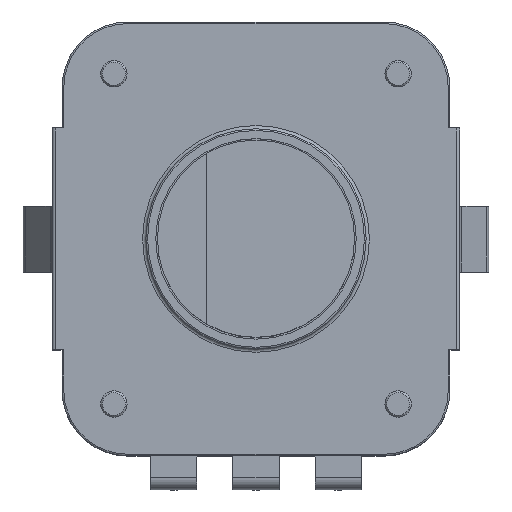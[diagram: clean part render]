
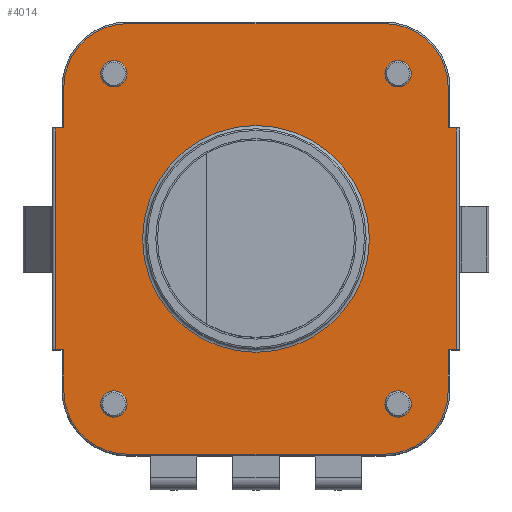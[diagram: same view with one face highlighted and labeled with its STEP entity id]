
A CAD part, top view. The second image highlights one B-rep face of the part: STEP entity #4014.
In plain terms, the highlighted planar face has unit normal (0, 0, 1).
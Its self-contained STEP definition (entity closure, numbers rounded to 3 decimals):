
#43=FACE_BOUND('',#448,.T.);
#44=FACE_BOUND('',#449,.T.);
#45=FACE_BOUND('',#450,.T.);
#46=FACE_BOUND('',#451,.T.);
#47=FACE_BOUND('',#452,.T.);
#216=FACE_OUTER_BOUND('',#447,.T.);
#447=EDGE_LOOP('',(#3064,#3065,#3066,#3067,#3068,#3069,#3070,#3071,#3072,
#3073,#3074,#3075,#3076,#3077,#3078,#3079));
#448=EDGE_LOOP('',(#3080));
#449=EDGE_LOOP('',(#3081));
#450=EDGE_LOOP('',(#3082));
#451=EDGE_LOOP('',(#3083));
#452=EDGE_LOOP('',(#3084));
#627=CIRCLE('',#4278,1.95);
#631=CIRCLE('',#4284,1.95);
#639=CIRCLE('',#4300,1.95);
#643=CIRCLE('',#4306,1.95);
#654=CIRCLE('',#4327,3.45);
#656=CIRCLE('',#4330,0.4);
#657=CIRCLE('',#4331,0.4);
#658=CIRCLE('',#4332,0.4);
#659=CIRCLE('',#4333,0.4);
#874=LINE('',#6103,#1315);
#876=LINE('',#6117,#1317);
#878=LINE('',#6129,#1319);
#889=LINE('',#6158,#1330);
#891=LINE('',#6172,#1332);
#893=LINE('',#6184,#1334);
#905=LINE('',#6229,#1346);
#906=LINE('',#6231,#1347);
#907=LINE('',#6232,#1348);
#908=LINE('',#6234,#1349);
#909=LINE('',#6236,#1350);
#910=LINE('',#6237,#1351);
#1315=VECTOR('',#4912,10.);
#1317=VECTOR('',#4928,10.);
#1319=VECTOR('',#4942,10.);
#1330=VECTOR('',#4971,10.);
#1332=VECTOR('',#4987,10.);
#1334=VECTOR('',#5001,10.);
#1346=VECTOR('',#5053,10.);
#1347=VECTOR('',#5054,10.);
#1348=VECTOR('',#5055,10.);
#1349=VECTOR('',#5056,10.);
#1350=VECTOR('',#5057,10.);
#1351=VECTOR('',#5058,10.);
#1738=VERTEX_POINT('',#6100);
#1739=VERTEX_POINT('',#6102);
#1742=VERTEX_POINT('',#6109);
#1744=VERTEX_POINT('',#6115);
#1746=VERTEX_POINT('',#6121);
#1748=VERTEX_POINT('',#6127);
#1756=VERTEX_POINT('',#6155);
#1757=VERTEX_POINT('',#6157);
#1760=VERTEX_POINT('',#6164);
#1762=VERTEX_POINT('',#6170);
#1764=VERTEX_POINT('',#6176);
#1766=VERTEX_POINT('',#6182);
#1778=VERTEX_POINT('',#6224);
#1779=VERTEX_POINT('',#6228);
#1780=VERTEX_POINT('',#6230);
#1781=VERTEX_POINT('',#6233);
#1782=VERTEX_POINT('',#6235);
#1783=VERTEX_POINT('',#6238);
#1784=VERTEX_POINT('',#6240);
#1785=VERTEX_POINT('',#6242);
#1786=VERTEX_POINT('',#6244);
#2190=EDGE_CURVE('',#1738,#1739,#874,.T.);
#2194=EDGE_CURVE('',#1742,#1738,#627,.T.);
#2197=EDGE_CURVE('',#1744,#1742,#876,.T.);
#2200=EDGE_CURVE('',#1746,#1744,#631,.T.);
#2203=EDGE_CURVE('',#1748,#1746,#878,.T.);
#2217=EDGE_CURVE('',#1756,#1757,#889,.T.);
#2221=EDGE_CURVE('',#1760,#1756,#639,.T.);
#2224=EDGE_CURVE('',#1762,#1760,#891,.T.);
#2227=EDGE_CURVE('',#1764,#1762,#643,.T.);
#2230=EDGE_CURVE('',#1766,#1764,#893,.T.);
#2250=EDGE_CURVE('',#1778,#1778,#654,.T.);
#2252=EDGE_CURVE('',#1748,#1779,#905,.T.);
#2253=EDGE_CURVE('',#1780,#1779,#906,.T.);
#2254=EDGE_CURVE('',#1780,#1757,#907,.T.);
#2255=EDGE_CURVE('',#1766,#1781,#908,.T.);
#2256=EDGE_CURVE('',#1782,#1781,#909,.T.);
#2257=EDGE_CURVE('',#1782,#1739,#910,.T.);
#2258=EDGE_CURVE('',#1783,#1783,#656,.T.);
#2259=EDGE_CURVE('',#1784,#1784,#657,.T.);
#2260=EDGE_CURVE('',#1785,#1785,#658,.T.);
#2261=EDGE_CURVE('',#1786,#1786,#659,.T.);
#3064=ORIENTED_EDGE('',*,*,#2252,.T.);
#3065=ORIENTED_EDGE('',*,*,#2253,.F.);
#3066=ORIENTED_EDGE('',*,*,#2254,.T.);
#3067=ORIENTED_EDGE('',*,*,#2217,.F.);
#3068=ORIENTED_EDGE('',*,*,#2221,.F.);
#3069=ORIENTED_EDGE('',*,*,#2224,.F.);
#3070=ORIENTED_EDGE('',*,*,#2227,.F.);
#3071=ORIENTED_EDGE('',*,*,#2230,.F.);
#3072=ORIENTED_EDGE('',*,*,#2255,.T.);
#3073=ORIENTED_EDGE('',*,*,#2256,.F.);
#3074=ORIENTED_EDGE('',*,*,#2257,.T.);
#3075=ORIENTED_EDGE('',*,*,#2190,.F.);
#3076=ORIENTED_EDGE('',*,*,#2194,.F.);
#3077=ORIENTED_EDGE('',*,*,#2197,.F.);
#3078=ORIENTED_EDGE('',*,*,#2200,.F.);
#3079=ORIENTED_EDGE('',*,*,#2203,.F.);
#3080=ORIENTED_EDGE('',*,*,#2258,.T.);
#3081=ORIENTED_EDGE('',*,*,#2259,.T.);
#3082=ORIENTED_EDGE('',*,*,#2260,.T.);
#3083=ORIENTED_EDGE('',*,*,#2261,.T.);
#3084=ORIENTED_EDGE('',*,*,#2250,.F.);
#3830=PLANE('',#4329);
#4014=ADVANCED_FACE('',(#216,#43,#44,#45,#46,#47),#3830,.T.);
#4278=AXIS2_PLACEMENT_3D('',#6111,#4920,#4921);
#4284=AXIS2_PLACEMENT_3D('',#6123,#4934,#4935);
#4300=AXIS2_PLACEMENT_3D('',#6166,#4979,#4980);
#4306=AXIS2_PLACEMENT_3D('',#6178,#4993,#4994);
#4327=AXIS2_PLACEMENT_3D('',#6225,#5047,#5048);
#4329=AXIS2_PLACEMENT_3D('',#6227,#5051,#5052);
#4330=AXIS2_PLACEMENT_3D('',#6239,#5059,#5060);
#4331=AXIS2_PLACEMENT_3D('',#6241,#5061,#5062);
#4332=AXIS2_PLACEMENT_3D('',#6243,#5063,#5064);
#4333=AXIS2_PLACEMENT_3D('',#6245,#5065,#5066);
#4912=DIRECTION('',(0.,-1.,0.));
#4920=DIRECTION('center_axis',(0.,0.,-1.));
#4921=DIRECTION('ref_axis',(0.707,0.707,0.));
#4928=DIRECTION('',(1.,0.,0.));
#4934=DIRECTION('center_axis',(0.,0.,-1.));
#4935=DIRECTION('ref_axis',(-0.707,0.707,0.));
#4942=DIRECTION('',(0.,1.,0.));
#4971=DIRECTION('',(0.,1.,0.));
#4979=DIRECTION('center_axis',(0.,0.,-1.));
#4980=DIRECTION('ref_axis',(-0.707,-0.707,0.));
#4987=DIRECTION('',(-1.,0.,0.));
#4993=DIRECTION('center_axis',(0.,0.,-1.));
#4994=DIRECTION('ref_axis',(0.707,-0.707,0.));
#5001=DIRECTION('',(0.,-1.,0.));
#5047=DIRECTION('center_axis',(0.,0.,1.));
#5048=DIRECTION('ref_axis',(-1.,0.,0.));
#5051=DIRECTION('center_axis',(0.,0.,1.));
#5052=DIRECTION('ref_axis',(1.,0.,0.));
#5053=DIRECTION('',(-1.,0.,0.));
#5054=DIRECTION('',(0.,1.,0.));
#5055=DIRECTION('',(1.,0.,0.));
#5056=DIRECTION('',(1.,0.,0.));
#5057=DIRECTION('',(0.,-1.,0.));
#5058=DIRECTION('',(-1.,0.,0.));
#5059=DIRECTION('center_axis',(0.,0.,-1.));
#5060=DIRECTION('ref_axis',(-1.,0.,0.));
#5061=DIRECTION('center_axis',(0.,0.,-1.));
#5062=DIRECTION('ref_axis',(-1.,0.,0.));
#5063=DIRECTION('center_axis',(0.,0.,-1.));
#5064=DIRECTION('ref_axis',(-1.,0.,0.));
#5065=DIRECTION('center_axis',(0.,0.,-1.));
#5066=DIRECTION('ref_axis',(-1.,0.,0.));
#6100=CARTESIAN_POINT('',(5.85,4.6,5.));
#6102=CARTESIAN_POINT('',(5.85,3.375,5.));
#6103=CARTESIAN_POINT('',(5.85,1.688,5.));
#6109=CARTESIAN_POINT('',(3.9,6.55,5.));
#6111=CARTESIAN_POINT('Origin',(3.9,4.6,5.));
#6115=CARTESIAN_POINT('',(-3.9,6.55,5.));
#6117=CARTESIAN_POINT('',(1.95,6.55,5.));
#6121=CARTESIAN_POINT('',(-5.85,4.6,5.));
#6123=CARTESIAN_POINT('Origin',(-3.9,4.6,5.));
#6127=CARTESIAN_POINT('',(-5.85,3.375,5.));
#6129=CARTESIAN_POINT('',(-5.85,2.3,5.));
#6155=CARTESIAN_POINT('',(-5.85,-4.6,5.));
#6157=CARTESIAN_POINT('',(-5.85,-3.375,5.));
#6158=CARTESIAN_POINT('',(-5.85,-1.688,5.));
#6164=CARTESIAN_POINT('',(-3.9,-6.55,5.));
#6166=CARTESIAN_POINT('Origin',(-3.9,-4.6,5.));
#6170=CARTESIAN_POINT('',(3.9,-6.55,5.));
#6172=CARTESIAN_POINT('',(-1.95,-6.55,5.));
#6176=CARTESIAN_POINT('',(5.85,-4.6,5.));
#6178=CARTESIAN_POINT('Origin',(3.9,-4.6,5.));
#6182=CARTESIAN_POINT('',(5.85,-3.375,5.));
#6184=CARTESIAN_POINT('',(5.85,-2.3,5.));
#6224=CARTESIAN_POINT('',(3.45,0.,5.));
#6225=CARTESIAN_POINT('Origin',(0.,0.,5.));
#6227=CARTESIAN_POINT('Origin',(0.,0.,5.));
#6228=CARTESIAN_POINT('',(-6.1,3.375,5.));
#6229=CARTESIAN_POINT('',(-5.9,3.375,5.));
#6230=CARTESIAN_POINT('',(-6.1,-3.375,5.));
#6231=CARTESIAN_POINT('',(-6.1,1.688,5.));
#6232=CARTESIAN_POINT('',(-6.2,-3.375,5.));
#6233=CARTESIAN_POINT('',(6.1,-3.375,5.));
#6234=CARTESIAN_POINT('',(5.9,-3.375,5.));
#6235=CARTESIAN_POINT('',(6.1,3.375,5.));
#6236=CARTESIAN_POINT('',(6.1,-1.688,5.));
#6237=CARTESIAN_POINT('',(6.2,3.375,5.));
#6238=CARTESIAN_POINT('',(-3.924,-5.024,5.));
#6239=CARTESIAN_POINT('Origin',(-4.324,-5.024,5.));
#6240=CARTESIAN_POINT('',(-3.924,5.024,5.));
#6241=CARTESIAN_POINT('Origin',(-4.324,5.024,5.));
#6242=CARTESIAN_POINT('',(4.724,-5.024,5.));
#6243=CARTESIAN_POINT('Origin',(4.324,-5.024,5.));
#6244=CARTESIAN_POINT('',(4.724,5.024,5.));
#6245=CARTESIAN_POINT('Origin',(4.324,5.024,5.));
